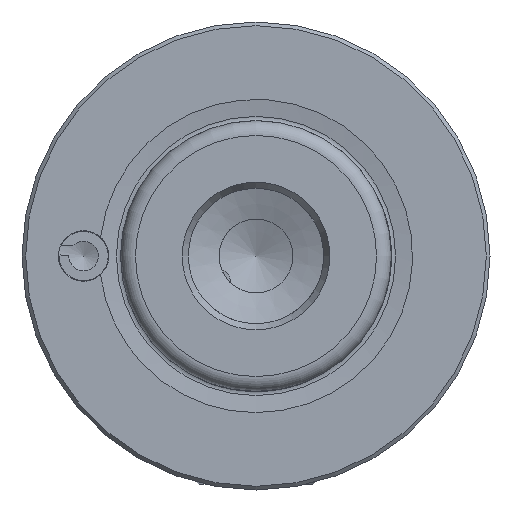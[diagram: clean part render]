
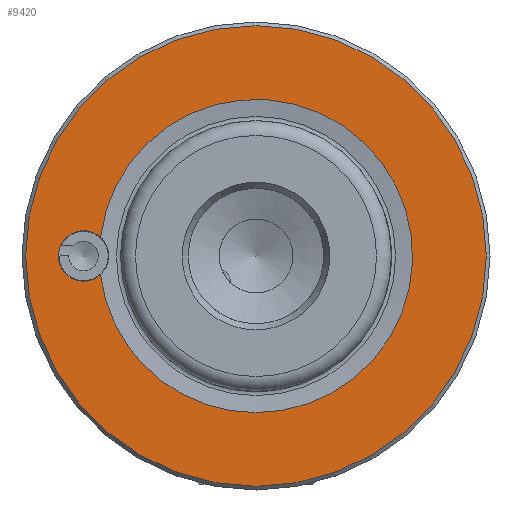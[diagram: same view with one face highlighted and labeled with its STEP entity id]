
A CAD part, left-side view. The second image highlights one B-rep face of the part: STEP entity #9420.
In plain terms, the highlighted planar face has unit normal (-1, 0, 0).
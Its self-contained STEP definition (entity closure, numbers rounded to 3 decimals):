
#296=PLANE('',#10315);
#708=FACE_BOUND('',#1434,.T.);
#874=FACE_OUTER_BOUND('',#1433,.T.);
#1433=EDGE_LOOP('',(#6755));
#1434=EDGE_LOOP('',(#6756,#6757,#6758,#6759));
#3568=CIRCLE('',#10176,12.715);
#3569=CIRCLE('',#10177,12.715);
#3627=CIRCLE('',#10316,18.7);
#3628=CIRCLE('',#10317,2.05);
#3629=CIRCLE('',#10318,2.05);
#3935=VERTEX_POINT('',#13985);
#3936=VERTEX_POINT('',#13987);
#3937=VERTEX_POINT('',#13989);
#4083=VERTEX_POINT('',#15128);
#4084=VERTEX_POINT('',#15130);
#4890=EDGE_CURVE('',#3935,#3936,#3568,.T.);
#4892=EDGE_CURVE('',#3937,#3935,#3569,.T.);
#5107=EDGE_CURVE('',#4083,#4083,#3627,.T.);
#5108=EDGE_CURVE('',#3936,#4084,#3628,.T.);
#5109=EDGE_CURVE('',#4084,#3937,#3629,.T.);
#6755=ORIENTED_EDGE('',*,*,#5107,.T.);
#6756=ORIENTED_EDGE('',*,*,#5108,.F.);
#6757=ORIENTED_EDGE('',*,*,#4890,.F.);
#6758=ORIENTED_EDGE('',*,*,#4892,.F.);
#6759=ORIENTED_EDGE('',*,*,#5109,.F.);
#9420=ADVANCED_FACE('',(#874,#708),#296,.F.);
#10176=AXIS2_PLACEMENT_3D('',#13988,#11203,#11204);
#10177=AXIS2_PLACEMENT_3D('',#14004,#11205,#11206);
#10315=AXIS2_PLACEMENT_3D('',#15127,#11576,#11577);
#10316=AXIS2_PLACEMENT_3D('',#15129,#11578,#11579);
#10317=AXIS2_PLACEMENT_3D('',#15131,#11580,#11581);
#10318=AXIS2_PLACEMENT_3D('',#15132,#11582,#11583);
#11203=DIRECTION('center_axis',(-1.,0.,0.));
#11204=DIRECTION('ref_axis',(0.,0.,1.));
#11205=DIRECTION('center_axis',(-1.,0.,0.));
#11206=DIRECTION('ref_axis',(0.,0.,1.));
#11576=DIRECTION('center_axis',(1.,0.,0.));
#11577=DIRECTION('ref_axis',(0.,0.,-1.));
#11578=DIRECTION('center_axis',(-1.,0.,0.));
#11579=DIRECTION('ref_axis',(0.,0.,1.));
#11580=DIRECTION('center_axis',(-1.,0.,0.));
#11581=DIRECTION('ref_axis',(0.,0.,-1.));
#11582=DIRECTION('center_axis',(-1.,0.,0.));
#11583=DIRECTION('ref_axis',(0.,0.,-1.));
#13985=CARTESIAN_POINT('',(-43.,0.,-12.715));
#13987=CARTESIAN_POINT('',(-43.,12.624,1.519));
#13988=CARTESIAN_POINT('Origin',(-43.,0.,0.));
#13989=CARTESIAN_POINT('',(-43.,12.624,-1.519));
#14004=CARTESIAN_POINT('Origin',(-43.,0.,0.));
#15127=CARTESIAN_POINT('Origin',(-43.,12.715,0.));
#15128=CARTESIAN_POINT('',(-43.,0.,18.7));
#15129=CARTESIAN_POINT('Origin',(-43.,0.,0.));
#15130=CARTESIAN_POINT('',(-43.,14.,-2.05));
#15131=CARTESIAN_POINT('Origin',(-43.,14.,0.));
#15132=CARTESIAN_POINT('Origin',(-43.,14.,0.));
